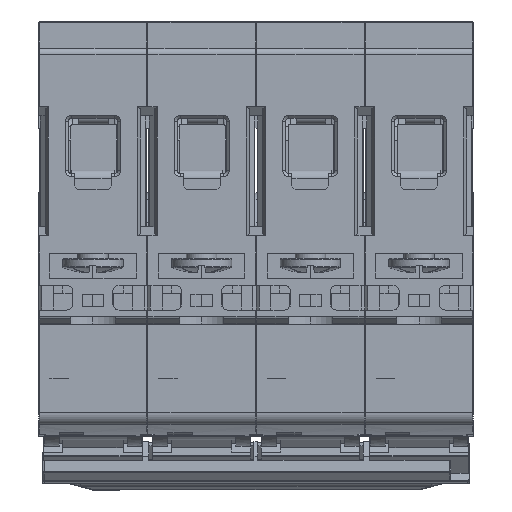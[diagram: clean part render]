
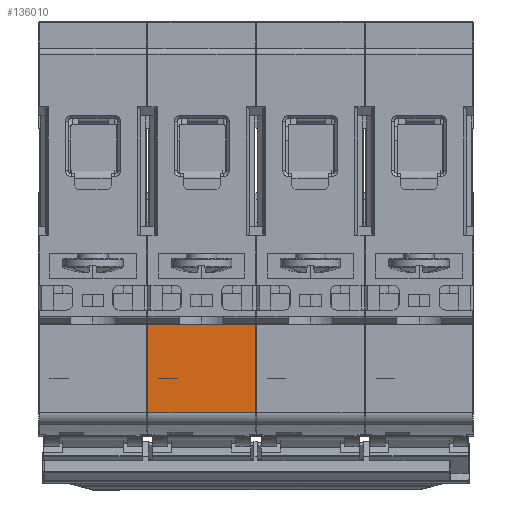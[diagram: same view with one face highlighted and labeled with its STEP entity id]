
A CAD part, left-side view. The second image highlights one B-rep face of the part: STEP entity #136010.
In plain terms, the highlighted planar face has unit normal (-1, 0, 0).
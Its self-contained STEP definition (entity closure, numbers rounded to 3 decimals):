
#6131 = LINE ( 'NONE', #51092, #150430 ) ;
#8420 = LINE ( 'NONE', #139579, #166945 ) ;
#9704 = EDGE_CURVE ( 'NONE', #175119, #64344, #19947, .T. ) ;
#19947 = LINE ( 'NONE', #91786, #30266 ) ;
#30266 = VECTOR ( 'NONE', #34288, 1000. ) ;
#34288 = DIRECTION ( 'NONE',  ( 0., 0., 1. ) ) ;
#44624 = CARTESIAN_POINT ( 'NONE',  ( -22.5, 26.65, -24.6 ) ) ;
#45789 = EDGE_LOOP ( 'NONE', ( #170599, #77878, #91841, #104314 ) ) ;
#51092 = CARTESIAN_POINT ( 'NONE',  ( -22.5, 44.15, -39.008 ) ) ;
#53220 = DIRECTION ( 'NONE',  ( 0., -1., 0. ) ) ;
#62224 = PLANE ( 'NONE',  #139237 ) ;
#64344 = VERTEX_POINT ( 'NONE', #44624 ) ;
#69144 = CARTESIAN_POINT ( 'NONE',  ( -22.5, 26.65, -39.008 ) ) ;
#75618 = FACE_OUTER_BOUND ( 'NONE', #45789, .T. ) ;
#75638 = VERTEX_POINT ( 'NONE', #102173 ) ;
#76140 = VECTOR ( 'NONE', #53220, 1000. ) ;
#76563 = CARTESIAN_POINT ( 'NONE',  ( -22.5, 40.85, -24.9 ) ) ;
#77878 = ORIENTED_EDGE ( 'NONE', *, *, #100703, .F. ) ;
#81952 = LINE ( 'NONE', #157485, #76140 ) ;
#90542 = VERTEX_POINT ( 'NONE', #183819 ) ;
#90953 = EDGE_CURVE ( 'NONE', #175119, #90542, #8420, .T. ) ;
#91786 = CARTESIAN_POINT ( 'NONE',  ( -22.5, 26.65, -39.008 ) ) ;
#91841 = ORIENTED_EDGE ( 'NONE', *, *, #90953, .F. ) ;
#97478 = EDGE_CURVE ( 'NONE', #75638, #64344, #81952, .T. ) ;
#100703 = EDGE_CURVE ( 'NONE', #90542, #75638, #6131, .T. ) ;
#102173 = CARTESIAN_POINT ( 'NONE',  ( -22.5, 44.15, -24.6 ) ) ;
#104314 = ORIENTED_EDGE ( 'NONE', *, *, #9704, .T. ) ;
#104356 = DIRECTION ( 'NONE',  ( 0., -1., 0. ) ) ;
#106241 = DIRECTION ( 'NONE',  ( -1., 0., 0. ) ) ;
#136010 = ADVANCED_FACE ( 'NONE', ( #75618 ), #62224, .T. ) ;
#139237 = AXIS2_PLACEMENT_3D ( 'NONE', #76563, #106241, #104356 ) ;
#139579 = CARTESIAN_POINT ( 'NONE',  ( -22.5, 26.65, -39.008 ) ) ;
#150430 = VECTOR ( 'NONE', #150726, 1000. ) ;
#150726 = DIRECTION ( 'NONE',  ( 0., 0., 1. ) ) ;
#157485 = CARTESIAN_POINT ( 'NONE',  ( -22.5, 38.9, -24.6 ) ) ;
#166945 = VECTOR ( 'NONE', #168279, 1000. ) ;
#168279 = DIRECTION ( 'NONE',  ( 0., 1., 0. ) ) ;
#170599 = ORIENTED_EDGE ( 'NONE', *, *, #97478, .F. ) ;
#175119 = VERTEX_POINT ( 'NONE', #69144 ) ;
#183819 = CARTESIAN_POINT ( 'NONE',  ( -22.5, 44.15, -39.008 ) ) ;
